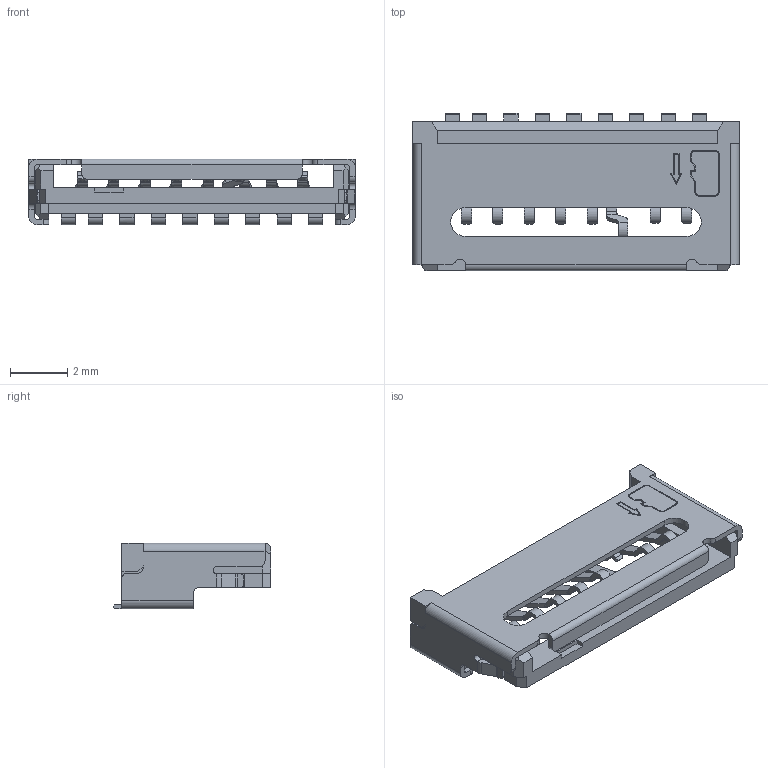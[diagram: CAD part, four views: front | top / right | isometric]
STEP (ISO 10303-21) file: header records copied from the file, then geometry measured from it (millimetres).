
FILE_DESCRIPTION (( 'STEP AP203' ), '1' );
FILE_NAME ('LCK-TF-110HXXXX09-WLG.STEP', '2025-08-09T15:26:43', ( 'admin' ), ( '' ), 'SwSTEP 2.0', 'SolidWorks 2022', '' );
FILE_SCHEMA (( 'CONFIG_CONTROL_DESIGN' ));
Length unit declared in the file: millimetre
Products named in the file (1): LCK-TF-110HXXXX09-WLG
Bounding box: 11.4 x 5.5 x 2.3 mm (x, y, z)
Volume: 37.2 mm3; surface area: 284.1 mm2
Topology: 2 solids, 2 shells, 645 faces, 1805 edges, 1170 vertices
Faces by surface type: bspline 645
Entity records: 21948 total; most frequent: CARTESIAN_POINT 7529, ORIENTED_EDGE 3610, DIRECTION 1932, EDGE_CURVE 1805, VECTOR 1282, LINE 1282, VERTEX_POINT 1170, EDGE_LOOP 665
